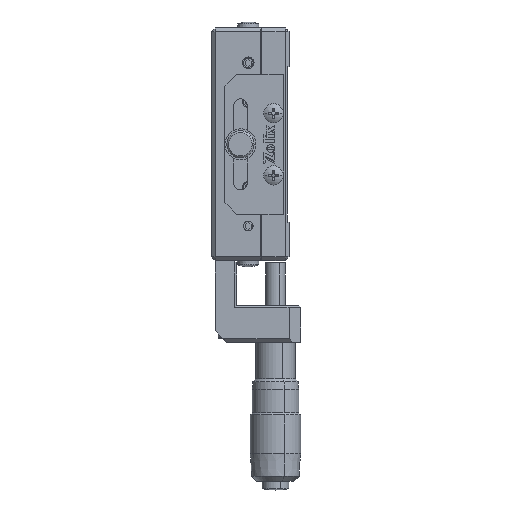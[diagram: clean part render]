
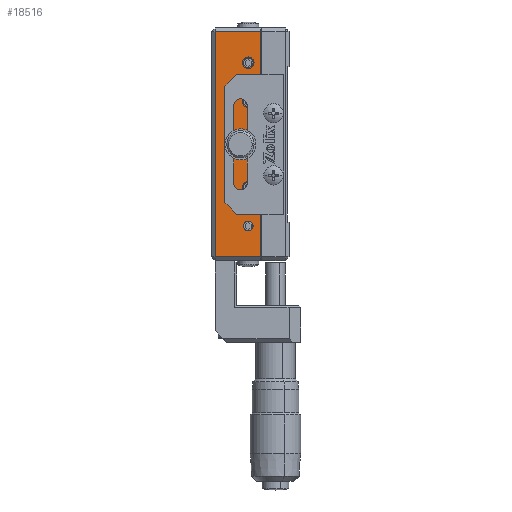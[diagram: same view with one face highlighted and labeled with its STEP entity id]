
A CAD part, left-side view. The second image highlights one B-rep face of the part: STEP entity #18516.
In plain terms, the highlighted planar face has unit normal (-1, 0, 0).
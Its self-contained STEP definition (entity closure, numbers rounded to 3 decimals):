
#122 = DIRECTION ( 'NONE',  ( 0., 0., 1. ) ) ;
#179 = VERTEX_POINT ( 'NONE', #19659 ) ;
#227 = EDGE_LOOP ( 'NONE', ( #15999, #8111 ) ) ;
#329 = EDGE_CURVE ( 'NONE', #3063, #18419, #22330, .T. ) ;
#381 = CARTESIAN_POINT ( 'NONE',  ( -30., 10.5, 21. ) ) ;
#683 = EDGE_CURVE ( 'NONE', #15732, #2147, #9538, .T. ) ;
#708 = EDGE_LOOP ( 'NONE', ( #16700, #23396 ) ) ;
#723 = EDGE_CURVE ( 'NONE', #18419, #3063, #17333, .T. ) ;
#838 = CIRCLE ( 'NONE', #4743, 1.25 ) ;
#1017 = ORIENTED_EDGE ( 'NONE', *, *, #10759, .T. ) ;
#1044 = AXIS2_PLACEMENT_3D ( 'NONE', #15968, #4156, #122 ) ;
#1097 = DIRECTION ( 'NONE',  ( -1., 0., 0. ) ) ;
#1105 = DIRECTION ( 'NONE',  ( 0., 0., 1. ) ) ;
#1225 = AXIS2_PLACEMENT_3D ( 'NONE', #23136, #19367, #25337 ) ;
#1721 = EDGE_CURVE ( 'NONE', #15237, #5870, #12618, .T. ) ;
#1765 = VECTOR ( 'NONE', #18725, 1000. ) ;
#1987 = EDGE_CURVE ( 'NONE', #5265, #179, #12593, .T. ) ;
#2100 = FACE_BOUND ( 'NONE', #227, .T. ) ;
#2140 = ORIENTED_EDGE ( 'NONE', *, *, #1987, .F. ) ;
#2147 = VERTEX_POINT ( 'NONE', #3372 ) ;
#2858 = DIRECTION ( 'NONE',  ( -1., 0., 0. ) ) ;
#3063 = VERTEX_POINT ( 'NONE', #25844 ) ;
#3095 = EDGE_CURVE ( 'NONE', #179, #5265, #18012, .T. ) ;
#3272 = CARTESIAN_POINT ( 'NONE',  ( -30., 7.3, 29. ) ) ;
#3372 = CARTESIAN_POINT ( 'NONE',  ( -30., 10.5, 19.75 ) ) ;
#3444 = CARTESIAN_POINT ( 'NONE',  ( -30., 10.5, 12.25 ) ) ;
#3495 = CARTESIAN_POINT ( 'NONE',  ( -30., 10.5, -22.25 ) ) ;
#3999 = ORIENTED_EDGE ( 'NONE', *, *, #5738, .F. ) ;
#4156 = DIRECTION ( 'NONE',  ( -1., 0., 0. ) ) ;
#4223 = CARTESIAN_POINT ( 'NONE',  ( -30., 10.5, 11. ) ) ;
#4646 = DIRECTION ( 'NONE',  ( 0., 0., 1. ) ) ;
#4743 = AXIS2_PLACEMENT_3D ( 'NONE', #4223, #8416, #22187 ) ;
#5265 = VERTEX_POINT ( 'NONE', #15931 ) ;
#5298 = CARTESIAN_POINT ( 'NONE',  ( -30., 10.5, 9.75 ) ) ;
#5738 = EDGE_CURVE ( 'NONE', #22020, #11467, #19106, .T. ) ;
#5870 = VERTEX_POINT ( 'NONE', #24342 ) ;
#6035 = VECTOR ( 'NONE', #18421, 1000. ) ;
#6188 = CARTESIAN_POINT ( 'NONE',  ( -30., 10.5, -21. ) ) ;
#6262 = ORIENTED_EDGE ( 'NONE', *, *, #14008, .T. ) ;
#6342 = DIRECTION ( 'NONE',  ( 0., 0., 1. ) ) ;
#6372 = DIRECTION ( 'NONE',  ( 0., 1., 0. ) ) ;
#6434 = AXIS2_PLACEMENT_3D ( 'NONE', #22880, #24992, #1105 ) ;
#6769 = CARTESIAN_POINT ( 'NONE',  ( -30., 7.3, -30. ) ) ;
#6920 = DIRECTION ( 'NONE',  ( 0., 0., 1. ) ) ;
#7075 = CIRCLE ( 'NONE', #12004, 1.25 ) ;
#7622 = DIRECTION ( 'NONE',  ( 0., -1., 0. ) ) ;
#7634 = EDGE_LOOP ( 'NONE', ( #6262, #12481, #1017, #21667 ) ) ;
#7686 = ORIENTED_EDGE ( 'NONE', *, *, #683, .F. ) ;
#8111 = ORIENTED_EDGE ( 'NONE', *, *, #723, .F. ) ;
#8212 = DIRECTION ( 'NONE',  ( 0., 0., 1. ) ) ;
#8281 = DIRECTION ( 'NONE',  ( 0., 0., 1. ) ) ;
#8416 = DIRECTION ( 'NONE',  ( -1., 0., 0. ) ) ;
#8618 = LINE ( 'NONE', #15749, #25478 ) ;
#8945 = PLANE ( 'NONE',  #6434 ) ;
#8962 = VERTEX_POINT ( 'NONE', #3444 ) ;
#9176 = CARTESIAN_POINT ( 'NONE',  ( -30., 10.5, -11. ) ) ;
#9444 = EDGE_LOOP ( 'NONE', ( #12166, #2140 ) ) ;
#9538 = CIRCLE ( 'NONE', #13609, 1.25 ) ;
#9745 = CIRCLE ( 'NONE', #20886, 1.25 ) ;
#9971 = EDGE_LOOP ( 'NONE', ( #12349, #3999 ) ) ;
#10272 = CARTESIAN_POINT ( 'NONE',  ( -30., 7.3, -29. ) ) ;
#10759 = EDGE_CURVE ( 'NONE', #5870, #23030, #19436, .T. ) ;
#11294 = AXIS2_PLACEMENT_3D ( 'NONE', #9176, #2858, #23112 ) ;
#11467 = VERTEX_POINT ( 'NONE', #22973 ) ;
#11854 = CARTESIAN_POINT ( 'NONE',  ( -30., 10.5, 22.25 ) ) ;
#12004 = AXIS2_PLACEMENT_3D ( 'NONE', #20850, #22876, #4646 ) ;
#12166 = ORIENTED_EDGE ( 'NONE', *, *, #3095, .F. ) ;
#12224 = DIRECTION ( 'NONE',  ( -1., 0., 0. ) ) ;
#12333 = CARTESIAN_POINT ( 'NONE',  ( -30., 19., -30. ) ) ;
#12349 = ORIENTED_EDGE ( 'NONE', *, *, #19541, .F. ) ;
#12481 = ORIENTED_EDGE ( 'NONE', *, *, #1721, .T. ) ;
#12593 = CIRCLE ( 'NONE', #11294, 1.25 ) ;
#12618 = LINE ( 'NONE', #24354, #24459 ) ;
#13258 = ORIENTED_EDGE ( 'NONE', *, *, #19490, .F. ) ;
#13609 = AXIS2_PLACEMENT_3D ( 'NONE', #381, #12224, #8281 ) ;
#13986 = DIRECTION ( 'NONE',  ( -1., 0., 0. ) ) ;
#14008 = EDGE_CURVE ( 'NONE', #21743, #15237, #22060, .T. ) ;
#14228 = AXIS2_PLACEMENT_3D ( 'NONE', #6188, #13986, #8212 ) ;
#14950 = FACE_BOUND ( 'NONE', #9971, .T. ) ;
#15237 = VERTEX_POINT ( 'NONE', #3272 ) ;
#15287 = VERTEX_POINT ( 'NONE', #5298 ) ;
#15306 = CARTESIAN_POINT ( 'NONE',  ( -30., 10.5, 11. ) ) ;
#15732 = VERTEX_POINT ( 'NONE', #11854 ) ;
#15749 = CARTESIAN_POINT ( 'NONE',  ( -30., 7.3, -29. ) ) ;
#15850 = DIRECTION ( 'NONE',  ( 0., 0., 1. ) ) ;
#15931 = CARTESIAN_POINT ( 'NONE',  ( -30., 10.5, -12.25 ) ) ;
#15968 = CARTESIAN_POINT ( 'NONE',  ( -30., 10.5, -11. ) ) ;
#15999 = ORIENTED_EDGE ( 'NONE', *, *, #329, .F. ) ;
#16189 = FACE_BOUND ( 'NONE', #23692, .T. ) ;
#16700 = ORIENTED_EDGE ( 'NONE', *, *, #25457, .F. ) ;
#17333 = CIRCLE ( 'NONE', #20257, 1.25 ) ;
#17432 = FACE_BOUND ( 'NONE', #708, .T. ) ;
#18012 = CIRCLE ( 'NONE', #1044, 1.25 ) ;
#18270 = EDGE_CURVE ( 'NONE', #15287, #8962, #838, .T. ) ;
#18346 = FACE_OUTER_BOUND ( 'NONE', #7634, .T. ) ;
#18419 = VERTEX_POINT ( 'NONE', #24470 ) ;
#18421 = DIRECTION ( 'NONE',  ( 0., 0., -1. ) ) ;
#18516 = ADVANCED_FACE ( 'NONE', ( #18346, #2100, #22731, #14950, #16189, #17432 ), #8945, .T. ) ;
#18725 = DIRECTION ( 'NONE',  ( 0., 0., 1. ) ) ;
#19106 = CIRCLE ( 'NONE', #14228, 1.25 ) ;
#19367 = DIRECTION ( 'NONE',  ( -1., 0., 0. ) ) ;
#19436 = LINE ( 'NONE', #12333, #6035 ) ;
#19490 = EDGE_CURVE ( 'NONE', #2147, #15732, #7075, .T. ) ;
#19541 = EDGE_CURVE ( 'NONE', #11467, #22020, #20191, .T. ) ;
#19659 = CARTESIAN_POINT ( 'NONE',  ( -30., 10.5, -9.75 ) ) ;
#19908 = DIRECTION ( 'NONE',  ( -1., 0., 0. ) ) ;
#20191 = CIRCLE ( 'NONE', #1225, 1.25 ) ;
#20257 = AXIS2_PLACEMENT_3D ( 'NONE', #22217, #22477, #6342 ) ;
#20850 = CARTESIAN_POINT ( 'NONE',  ( -30., 10.5, 21. ) ) ;
#20886 = AXIS2_PLACEMENT_3D ( 'NONE', #15306, #1097, #6920 ) ;
#21667 = ORIENTED_EDGE ( 'NONE', *, *, #22061, .T. ) ;
#21743 = VERTEX_POINT ( 'NONE', #10272 ) ;
#21754 = AXIS2_PLACEMENT_3D ( 'NONE', #21834, #19908, #15850 ) ;
#21834 = CARTESIAN_POINT ( 'NONE',  ( -30., 12.5, 0. ) ) ;
#22020 = VERTEX_POINT ( 'NONE', #3495 ) ;
#22060 = LINE ( 'NONE', #6769, #1765 ) ;
#22061 = EDGE_CURVE ( 'NONE', #23030, #21743, #8618, .T. ) ;
#22187 = DIRECTION ( 'NONE',  ( 0., 0., 1. ) ) ;
#22217 = CARTESIAN_POINT ( 'NONE',  ( -30., 12.5, 0. ) ) ;
#22330 = CIRCLE ( 'NONE', #21754, 1.25 ) ;
#22477 = DIRECTION ( 'NONE',  ( -1., 0., 0. ) ) ;
#22731 = FACE_BOUND ( 'NONE', #9444, .T. ) ;
#22876 = DIRECTION ( 'NONE',  ( -1., 0., 0. ) ) ;
#22880 = CARTESIAN_POINT ( 'NONE',  ( -30., 7.3, -30. ) ) ;
#22973 = CARTESIAN_POINT ( 'NONE',  ( -30., 10.5, -19.75 ) ) ;
#23030 = VERTEX_POINT ( 'NONE', #24848 ) ;
#23112 = DIRECTION ( 'NONE',  ( 0., 0., 1. ) ) ;
#23136 = CARTESIAN_POINT ( 'NONE',  ( -30., 10.5, -21. ) ) ;
#23396 = ORIENTED_EDGE ( 'NONE', *, *, #18270, .F. ) ;
#23692 = EDGE_LOOP ( 'NONE', ( #7686, #13258 ) ) ;
#24342 = CARTESIAN_POINT ( 'NONE',  ( -30., 19., 29. ) ) ;
#24354 = CARTESIAN_POINT ( 'NONE',  ( -30., 7.3, 29. ) ) ;
#24459 = VECTOR ( 'NONE', #6372, 1000. ) ;
#24470 = CARTESIAN_POINT ( 'NONE',  ( -30., 12.5, -1.25 ) ) ;
#24848 = CARTESIAN_POINT ( 'NONE',  ( -30., 19., -29. ) ) ;
#24992 = DIRECTION ( 'NONE',  ( -1., 0., 0. ) ) ;
#25337 = DIRECTION ( 'NONE',  ( 0., 0., 1. ) ) ;
#25457 = EDGE_CURVE ( 'NONE', #8962, #15287, #9745, .T. ) ;
#25478 = VECTOR ( 'NONE', #7622, 1000. ) ;
#25844 = CARTESIAN_POINT ( 'NONE',  ( -30., 12.5, 1.25 ) ) ;
